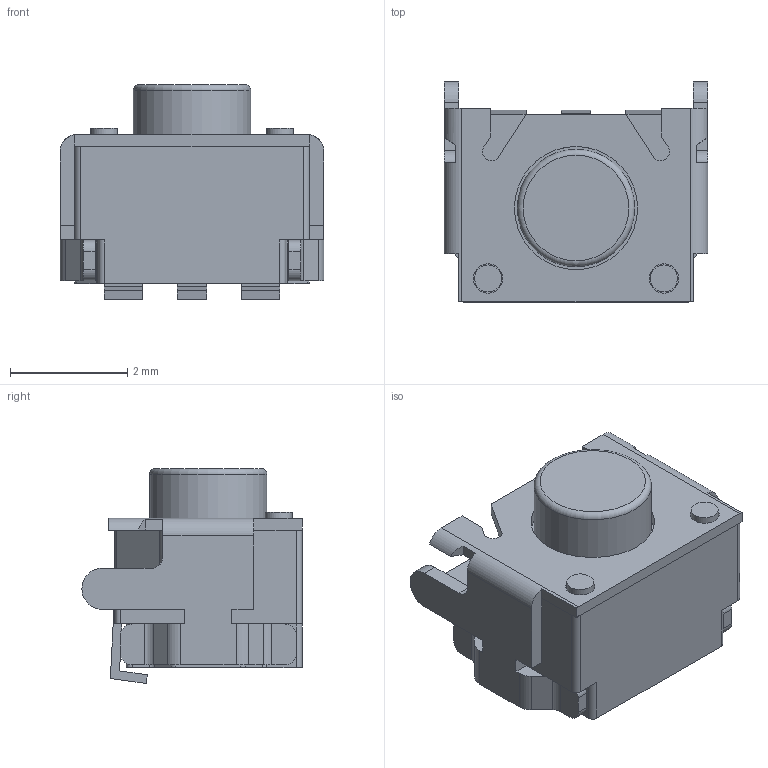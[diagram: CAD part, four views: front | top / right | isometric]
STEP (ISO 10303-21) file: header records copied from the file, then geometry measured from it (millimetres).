
FILE_DESCRIPTION(/* description */ (''),/* implementation_level */ '2;1');
FILE_NAME(/* name */ 'E-Switch - TL3340.step',/* time_stamp */ '2019-12-04T17:45:03+00:00',/* author */ (''),/* organization */ (''),/* preprocessor_version */ 'ST-DEVELOPER v18',/* originating_system */ 'Autodesk Translation Framework v8.12.0.6',/* authorisation */ '');
FILE_SCHEMA (('AUTOMOTIVE_DESIGN { 1 0 10303 214 3 1 1 }'));
Length unit declared in the file: millimetre
Products named in the file (1): E-Switch - TL3340
Bounding box: 4.5 x 3.75 x 3.67 mm (x, y, z)
Volume: 27.7 mm3; surface area: 129.4 mm2
Topology: 1 solids, 2 shells, 252 faces, 691 edges, 455 vertices
Faces by surface type: plane 142, cylinder 93, torus 9, sphere 8
Full cylindrical faces by diameter (mm): 0.46 x2, 0.5 x5, 0.8 x1, 0.9 x1, 2 x1, 2.1 x1, 2.5 x1
Entity records: 8234 total; most frequent: DIRECTION 1438, CARTESIAN_POINT 1434, ORIENTED_EDGE 1380, EDGE_CURVE 690, AXIS2_PLACEMENT_3D 497, VERTEX_POINT 455, LINE 444, VECTOR 444
